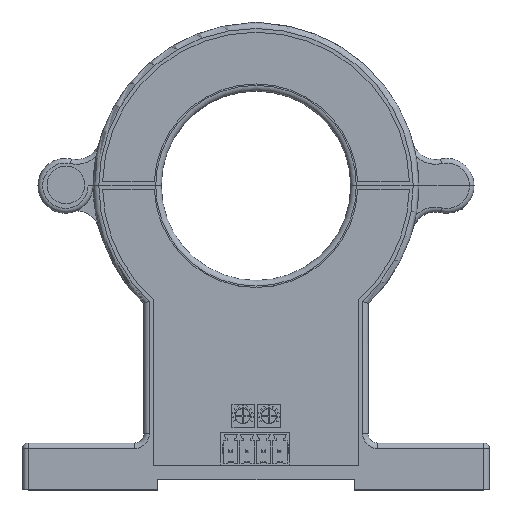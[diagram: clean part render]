
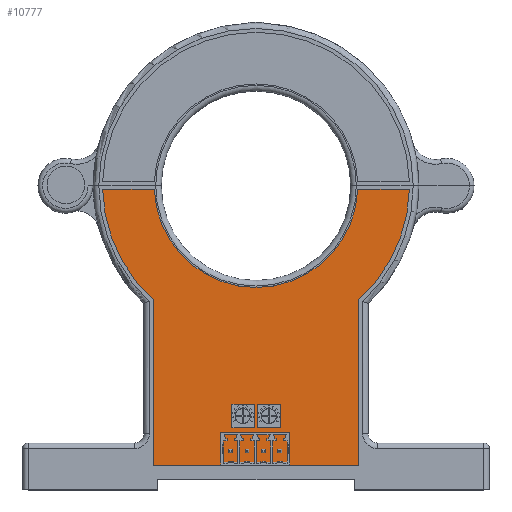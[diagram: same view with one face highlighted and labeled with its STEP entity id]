
A CAD part, top view. The second image highlights one B-rep face of the part: STEP entity #10777.
In plain terms, the highlighted planar face has unit normal (0, 0, 1).
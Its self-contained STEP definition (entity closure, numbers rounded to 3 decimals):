
#558 = ORIENTED_EDGE ( 'NONE', *, *, #22409, .T. ) ;
#566 = CIRCLE ( 'NONE', #17772, 21.75 ) ;
#1555 = CIRCLE ( 'NONE', #31246, 32.8 ) ;
#1852 = AXIS2_PLACEMENT_3D ( 'NONE', #23350, #13229, #20751 ) ;
#2113 = CARTESIAN_POINT ( 'NONE',  ( 4.221, -38.698, 11. ) ) ;
#2389 = EDGE_CURVE ( 'NONE', #24530, #23886, #1555, .T. ) ;
#2632 = VERTEX_POINT ( 'NONE', #16219 ) ;
#2741 = VECTOR ( 'NONE', #31182, 1000. ) ;
#2855 = CARTESIAN_POINT ( 'NONE',  ( -50.569, 20.302, 11. ) ) ;
#3488 = VERTEX_POINT ( 'NONE', #23632 ) ;
#5108 = DIRECTION ( 'NONE',  ( 0., 0., -1. ) ) ;
#6932 = VERTEX_POINT ( 'NONE', #2113 ) ;
#7902 = VERTEX_POINT ( 'NONE', #30985 ) ;
#7932 = ORIENTED_EDGE ( 'NONE', *, *, #21129, .T. ) ;
#9488 = CARTESIAN_POINT ( 'NONE',  ( -17.779, 21.102, 11. ) ) ;
#10145 = ORIENTED_EDGE ( 'NONE', *, *, #23692, .T. ) ;
#10777 = ADVANCED_FACE ( 'NONE', ( #29537 ), #31828, .T. ) ;
#11191 = VERTEX_POINT ( 'NONE', #28693 ) ;
#11932 = DIRECTION ( 'NONE',  ( 1., 0., 0. ) ) ;
#12092 = LINE ( 'NONE', #14360, #14232 ) ;
#13051 = CARTESIAN_POINT ( 'NONE',  ( -39.779, -3.226, 11. ) ) ;
#13229 = DIRECTION ( 'NONE',  ( 0., 0., 1. ) ) ;
#13843 = EDGE_CURVE ( 'NONE', #3488, #6932, #24315, .T. ) ;
#14232 = VECTOR ( 'NONE', #22202, 1000. ) ;
#14360 = CARTESIAN_POINT ( 'NONE',  ( -39.779, -3.226, 11. ) ) ;
#15037 = DIRECTION ( 'NONE',  ( 1., 0., 0. ) ) ;
#15441 = CARTESIAN_POINT ( 'NONE',  ( 3.956, 20.302, 11. ) ) ;
#15949 = VECTOR ( 'NONE', #29084, 1000. ) ;
#16219 = CARTESIAN_POINT ( 'NONE',  ( 4.221, -3.226, 11. ) ) ;
#16323 = LINE ( 'NONE', #16479, #2741 ) ;
#16366 = CARTESIAN_POINT ( 'NONE',  ( -39.514, 20.302, 11. ) ) ;
#16479 = CARTESIAN_POINT ( 'NONE',  ( 4.221, -38.698, 11. ) ) ;
#17042 = CARTESIAN_POINT ( 'NONE',  ( 15.011, 20.302, 11. ) ) ;
#17772 = AXIS2_PLACEMENT_3D ( 'NONE', #30045, #5108, #15037 ) ;
#19430 = DIRECTION ( 'NONE',  ( 0., 0., 1. ) ) ;
#19790 = AXIS2_PLACEMENT_3D ( 'NONE', #9488, #19430, #29371 ) ;
#20506 = ORIENTED_EDGE ( 'NONE', *, *, #13843, .T. ) ;
#20656 = VECTOR ( 'NONE', #11932, 1000. ) ;
#20751 = DIRECTION ( 'NONE',  ( 1., 0., 0. ) ) ;
#21129 = EDGE_CURVE ( 'NONE', #22999, #11191, #566, .T. ) ;
#21639 = CIRCLE ( 'NONE', #1852, 32.8 ) ;
#21839 = DIRECTION ( 'NONE',  ( 1., 0., 0. ) ) ;
#21996 = ORIENTED_EDGE ( 'NONE', *, *, #2389, .T. ) ;
#22202 = DIRECTION ( 'NONE',  ( 0., -1., 0. ) ) ;
#22409 = EDGE_CURVE ( 'NONE', #6932, #2632, #16323, .T. ) ;
#22999 = VERTEX_POINT ( 'NONE', #15441 ) ;
#23350 = CARTESIAN_POINT ( 'NONE',  ( -17.779, 21.102, 11. ) ) ;
#23632 = CARTESIAN_POINT ( 'NONE',  ( -39.779, -38.698, 11. ) ) ;
#23692 = EDGE_CURVE ( 'NONE', #23886, #3488, #12092, .T. ) ;
#23886 = VERTEX_POINT ( 'NONE', #13051 ) ;
#24315 = LINE ( 'NONE', #26603, #20656 ) ;
#24338 = ORIENTED_EDGE ( 'NONE', *, *, #24385, .T. ) ;
#24385 = EDGE_CURVE ( 'NONE', #7902, #22999, #26512, .T. ) ;
#24530 = VERTEX_POINT ( 'NONE', #2855 ) ;
#25714 = VECTOR ( 'NONE', #27311, 1000. ) ;
#26073 = EDGE_CURVE ( 'NONE', #2632, #7902, #21639, .T. ) ;
#26512 = LINE ( 'NONE', #17042, #25714 ) ;
#26517 = EDGE_LOOP ( 'NONE', ( #21996, #10145, #20506, #558, #27598, #24338, #7932, #28074 ) ) ;
#26603 = CARTESIAN_POINT ( 'NONE',  ( -39.779, -38.698, 11. ) ) ;
#26878 = DIRECTION ( 'NONE',  ( 0., 0., 1. ) ) ;
#27004 = EDGE_CURVE ( 'NONE', #11191, #24530, #28764, .T. ) ;
#27311 = DIRECTION ( 'NONE',  ( -1., 0., 0. ) ) ;
#27598 = ORIENTED_EDGE ( 'NONE', *, *, #26073, .T. ) ;
#28074 = ORIENTED_EDGE ( 'NONE', *, *, #27004, .T. ) ;
#28693 = CARTESIAN_POINT ( 'NONE',  ( -39.514, 20.302, 11. ) ) ;
#28764 = LINE ( 'NONE', #16366, #15949 ) ;
#29084 = DIRECTION ( 'NONE',  ( -1., 0., 0. ) ) ;
#29371 = DIRECTION ( 'NONE',  ( 1., 0., 0. ) ) ;
#29537 = FACE_OUTER_BOUND ( 'NONE', #26517, .T. ) ;
#29651 = CARTESIAN_POINT ( 'NONE',  ( -17.779, 21.102, 11. ) ) ;
#30045 = CARTESIAN_POINT ( 'NONE',  ( -17.779, 21.102, 11. ) ) ;
#30985 = CARTESIAN_POINT ( 'NONE',  ( 15.011, 20.302, 11. ) ) ;
#31182 = DIRECTION ( 'NONE',  ( 0., 1., 0. ) ) ;
#31246 = AXIS2_PLACEMENT_3D ( 'NONE', #29651, #26878, #21839 ) ;
#31828 = PLANE ( 'NONE',  #19790 ) ;
